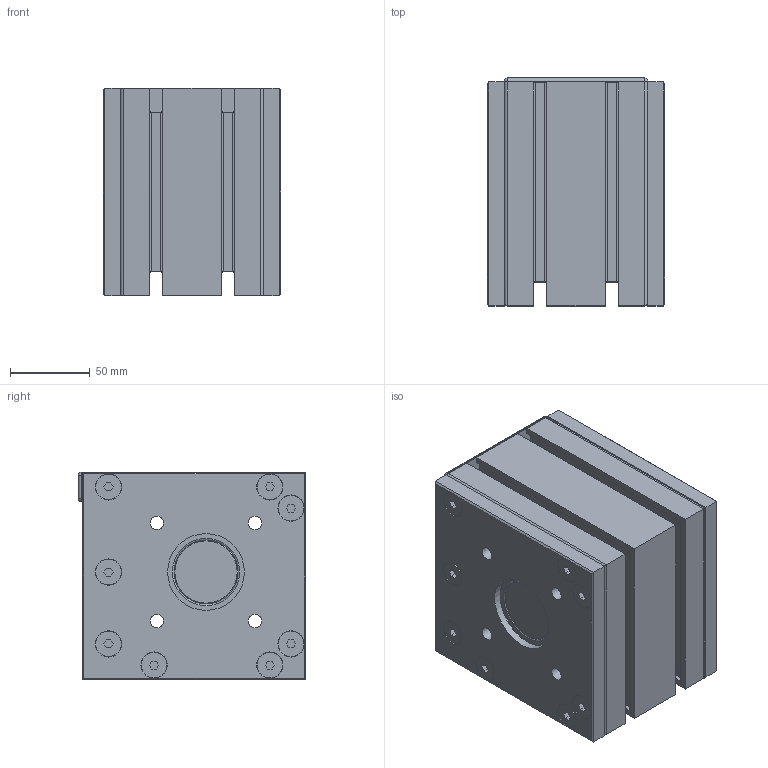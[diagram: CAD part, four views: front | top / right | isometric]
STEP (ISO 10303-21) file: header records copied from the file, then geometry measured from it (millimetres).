
FILE_DESCRIPTION((''),'2;1');
FILE_NAME('809050H.iam.stp','2010-09-05T10:00:56',(''),(''),'Autodesk Inventor 2010','Autodesk Inventor 2010','');
FILE_SCHEMA(('AUTOMOTIVE_DESIGN { 1 0 10303 214 1 1 1 1 }'));
Length unit declared in the file: millimetre
Products named in the file (13): 809050H; 809050P; 809050L; DIN 625 SKF– s oboustranným zakrytím SKF 6008-2Z; 50AT10-Ř BO; 16AT10-Ř KR; Matice 45 210800; DIN 7991 200820.4; 101890; 221890 221890
Assembly tree (44 placements, depth 3):
  809050H
    809050P
    809050L
    DIN 625 SKF– s oboustranným zakrytím SKF 6008-2Z  x2
    50AT10-Ř BO
      50AT10-Ř BO
      16AT10-Ř KR  x2
    Matice 45 210800  x16
    DIN 7991 200820.4  x16
    101890
    101890
    101890
    221890 221890
Bounding box: 111 x 142.5 x 130 mm (x, y, z)
Volume: 905679.7 mm3; surface area: 320223.3 mm2
Topology: 43 solids, 43 shells, 1008 faces, 2642 edges, 1689 vertices
Faces by surface type: plane 492, cylinder 279, bspline 88, cone 54, torus 48, sphere 47
Full cylindrical faces by diameter (mm): 8 x16, 8.4 x8, 16 x16, 40 x4, 46 x2, 47 x4, 48.96 x4, 59.04 x4, 60 x2, 68 x2
Entity records: 21240 total; most frequent: CARTESIAN_POINT 5130, DIRECTION 3329, ORIENTED_EDGE 3168, EDGE_CURVE 1584, AXIS2_PLACEMENT_3D 1202, VERTEX_POINT 1060, VECTOR 925, LINE 925
